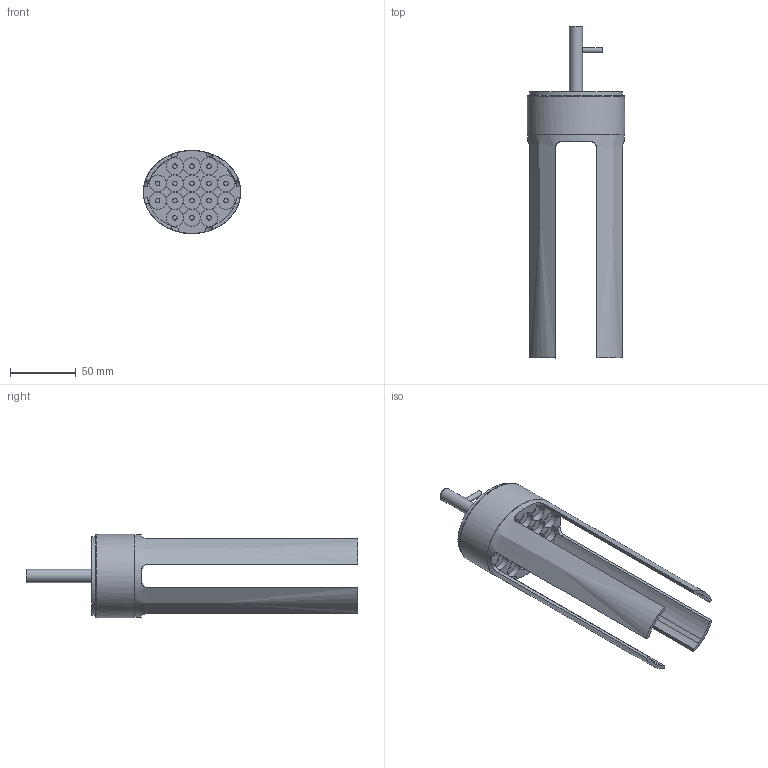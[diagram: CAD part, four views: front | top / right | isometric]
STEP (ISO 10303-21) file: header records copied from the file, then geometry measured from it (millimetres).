
FILE_DESCRIPTION(/* description */ (''),/* implementation_level */ '2;1');
FILE_NAME(/* name */ 'multi_chamber .step',/* time_stamp */ '2022-02-14T16:42:17-05:00',/* author */ (''),/* organization */ (''),/* preprocessor_version */ 'ST-DEVELOPER v18.1',/* originating_system */ 'Autodesk Translation Framework v10.13.0.1454',/* authorisation */ '');
FILE_SCHEMA (('AUTOMOTIVE_DESIGN { 1 0 10303 214 3 1 1 }'));
Length unit declared in the file: millimetre
Products named in the file (1): multi_chamber
Bounding box: 74.27 x 253 x 63.39 mm (x, y, z)
Volume: 112416.9 mm3; surface area: 98482.2 mm2
Topology: 4 solids, 4 shells, 126 faces, 294 edges, 196 vertices
Faces by surface type: cylinder 69, plane 43, bspline 13, torus 1
Full cylindrical faces by diameter (mm): 3 x1, 3.5 x16, 4 x1, 9 x1, 10 x2, 13 x32
Entity records: 4920 total; most frequent: CARTESIAN_POINT 1836, DIRECTION 615, ORIENTED_EDGE 588, EDGE_CURVE 294, AXIS2_PLACEMENT_3D 256, EDGE_LOOP 214, VERTEX_POINT 196, FACE_OUTER_BOUND 126
